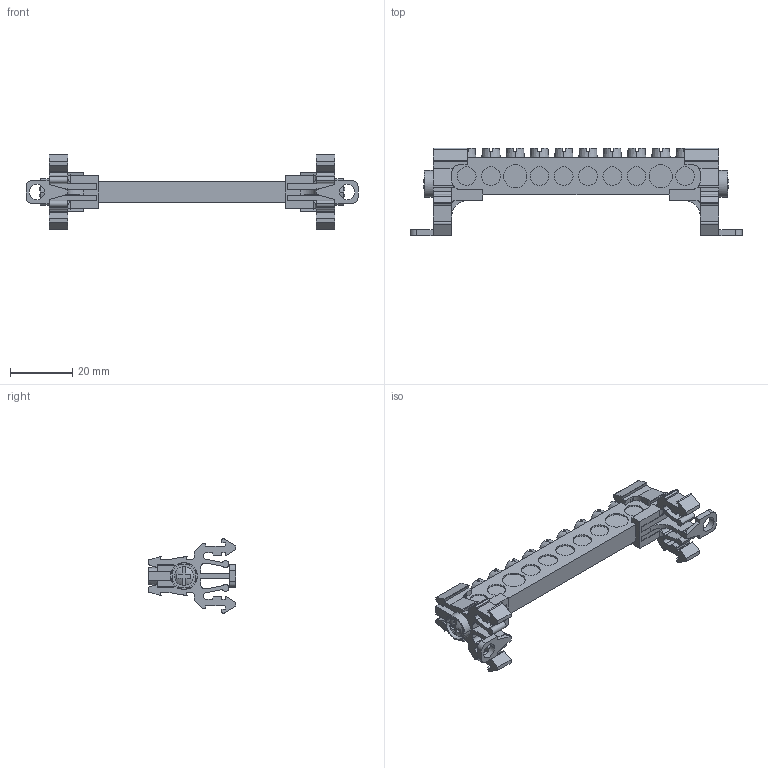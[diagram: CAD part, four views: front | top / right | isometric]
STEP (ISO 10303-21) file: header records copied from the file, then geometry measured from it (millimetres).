
FILE_DESCRIPTION (( 'STEP AP203' ), '1' );
FILE_NAME ('7x12 Tek Kutuplu Daðýtýcý Ünite - 10 Delikli - Kapaksýz .STEP', '2018-12-04T13:12:43', ( '' ), ( '' ), 'SwSTEP 2.0', 'SolidWorks 2011', '' );
FILE_SCHEMA (( 'CONFIG_CONTROL_DESIGN' ));
Length unit declared in the file: millimetre
Products named in the file (1): 7x12 Tek Kutuplu Daðýtýcý Ünite - 10 Delikli - Kapaksýz 
Bounding box: 106.68 x 28.2 x 24 mm (x, y, z)
Volume: 11170.6 mm3; surface area: 9214.6 mm2
Topology: 1 solids, 3 shells, 690 faces, 1950 edges, 1292 vertices
Faces by surface type: plane 410, cylinder 216, bspline 32, cone 22, torus 10
Entity records: 23022 total; most frequent: CARTESIAN_POINT 5011, ORIENTED_EDGE 3900, DIRECTION 3611, EDGE_CURVE 1950, VERTEX_POINT 1292, VECTOR 1227, LINE 1227, AXIS2_PLACEMENT_3D 1192
